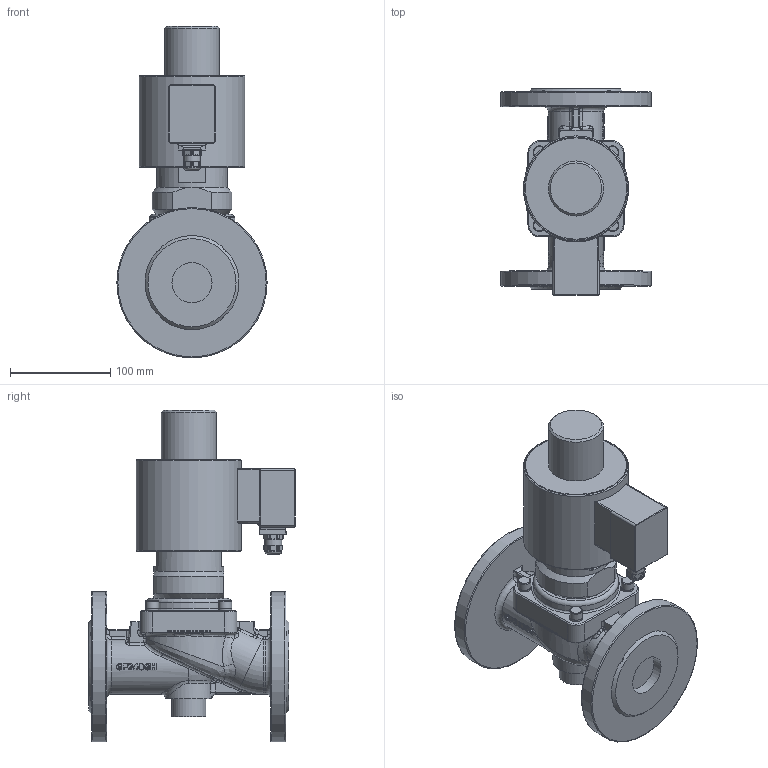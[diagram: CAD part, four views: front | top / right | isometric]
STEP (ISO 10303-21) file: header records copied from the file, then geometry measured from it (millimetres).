
FILE_DESCRIPTION(/* description */ ('3D-Modell'),/* implementation_level */ '2;1');
FILE_NAME(/* name */ '037.001246_B3705-0504-.278-NO.stp',/* time_stamp */ '2023-08-02T09:38:09+02:00',/* author */ ('EToews'),/* organization */ (''),/* preprocessor_version */ 'ST-DEVELOPER v16.1',/* originating_system */ 'Autodesk Inventor 2016',/* authorisation */ '');
FILE_SCHEMA (('AUTOMOTIVE_DESIGN { 1 0 10303 214 3 1 1 }'));
Products named in the file (1): 88-006035
Bounding box: 150 x 206.5 x 331.1 mm (x, y, z)
Volume: 2625600.9 mm3; surface area: 218393.1 mm2
Topology: 2 solids, 2 shells, 879 faces, 2251 edges, 1419 vertices
Faces by surface type: plane 338, bspline 255, cylinder 184, torus 47, cone 43, sphere 12
Full cylindrical faces by diameter (mm): 6.647 x4, 8 x4, 13 x4, 17 x2, 34 x1, 40 x2, 55 x1, 70 x1, 85 x1, 101.16 x2, 105.16 x1, 150 x2
Entity records: 41612 total; most frequent: CARTESIAN_POINT 22616, ORIENTED_EDGE 4342, DIRECTION 3197, EDGE_CURVE 2171, VERTEX_POINT 1402, AXIS2_PLACEMENT_3D 1153, EDGE_LOOP 993, LINE 891
